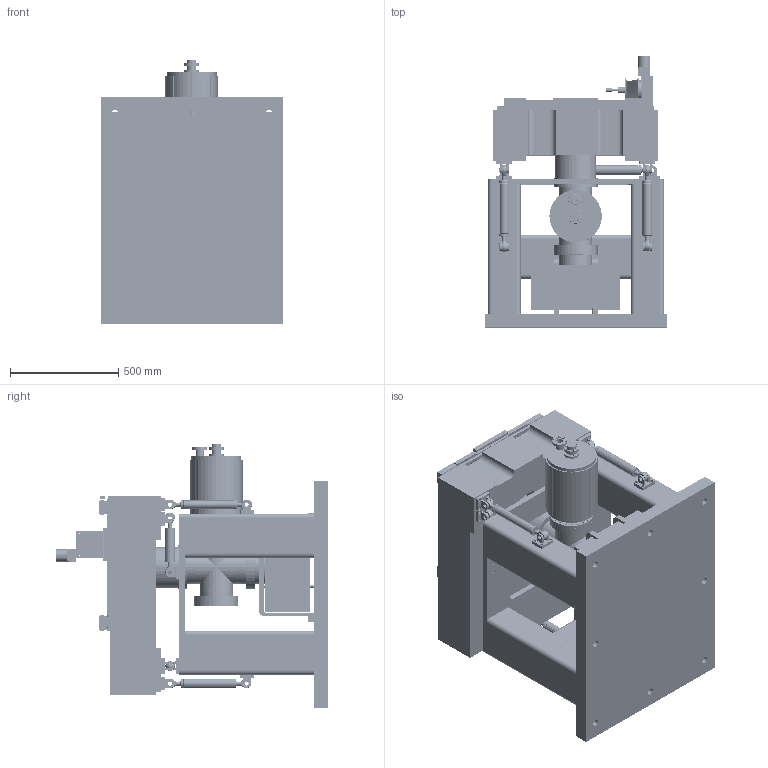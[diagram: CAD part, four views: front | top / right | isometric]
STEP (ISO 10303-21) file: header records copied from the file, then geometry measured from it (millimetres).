
FILE_DESCRIPTION(('OneSpaceDesigner STEP Export'),'2;1');
FILE_NAME('STAND_ASSY.stp','2004-01-28T 8:41:10',(''),(''),'OneSpace Designer STEP processor (Jan. 2003) for AP214(CD)(Solid Model)','OneSpace Designer 12.00 10-Sep-2003 (C) CoCreate Software GmbH','');
FILE_SCHEMA(('AUTOMOTIVE_DESIGN_CC2 {1 2 10303 214 -1 1 5 1}'));
Length unit declared in the file: millimetre
Products named in the file (83): STAND_BASE_GROUT; STANDARD_BELLOWS_W_8IN_CFF_NO_750-600-8-111; 8CFF_BLANK; 4WAY_CROSS_SHORT_8CFF; ION_PUMP_320LPS_PE_NO_3088320_SINGLE_ENDD; TSP_BODY; 8_CFF_AL_BASE; 8_CFF_SST_FACE_HALF; 8_CFF_ATLAS_CUSTOM_AL-SST_ASSY.1.1; FLANGE_BASEHALF_CFF_2.75AL; FLANGE_SEALHALF_2.75CFF_SST; FLANGE_BONDED_MOD_ATLAS2.75ALSS-WNNR1.25-US.2; TSP_CAN_ASSY; TSP_ELEMENT_VARIAN_9160061; VACUUM_ASSY; OPTICAL_TABLE-2.5x3ft; MONO_STAND_BASE; MONO_STAND_TOP; STAND_TUBE_4; STAND_TUBE_3; STAND_TUBE_2; STAND_TUBE_1; STAND_CROSS_BRACE; STAND_BASE_WELDMENT; CENTER_BELLOWS_1; ROTARY_STAGE_BELLOWS_CLAMP_RING; ROTARY_STAGE_MOUNT_BRACKET; ROTARY_STAGE; RATARY_STAGE_MOTOR; BALLSCREW_STOP_R; BALLSCREW_SCREW; EXTERNAL_BALLSCREW_NUT; ROTARY_STAGE_BELLOWS; BALLSCREW_SCREW_ADAPTOR; ROTARY_STAGE_BELLOWS_CLAMP_STAND; INTERIOR_BALLSCREW_NUT; BALLSCREW_STOP_L; CROSS_DRIVE_ASSY; END_BELLOWS_1.2; IKO_LRWH25_TRUCK ...
Assembly tree (108 placements, depth 5):
  STAND_ASSY
    STAND_BASE_CLAMP  x2
    STRUT_ASSY
      CLEVIS3  x12
      OPTICAL_TABLE_PAD_DS
      OPTICAL_TABLE_PAD_US.1  x2
      STRUT3  x3
        rod_end2
          rodend_ball
          rodend
        strut_coller
        strut_coller2
        rod_end
          rodend_ball
          rodend
        strut_tube_10.25
      STRUT1
        strut_coller2
        rod_end2
          rodend_ball
          rodend
        strut_coller
        strut_tube
        rod_end
          rodend_ball
          rodend
      STRUT5  x2
        strut_coller2
        rod_end2
          rodend_ball
          rodend
        strut_coller
        strut_tube
        rod_end
          rodend_ball
          rodend
    CHAMBER_STAGE_ASSY
      RAIL_LIMIT_SW_REC_STAND_OFF
      RAIL_LIMIT_SW_MAGNET_STAND_OFF
      MONO_CHAMBER_RAIL_MOUNT_PLATE
      END_BELLOWS_1.2  x4
      RAIL_ASSY_ALT_1
        IKO_LRWH25X660_RAIL.2
        IKO_LRWH25_TRUCK  x2
      RAIL_ASSY_ALT_2
        IKO_LRWH25_TRUCK  x2
        IKO_LRWH25X660_RAIL.2
      CROSS_DRIVE_ASSY
        ROTARY_STAGE_BELLOWS_CLAMP_RING  x2
        BALLSCREW_STOP_L
        INTERIOR_BALLSCREW_NUT
        ROTARY_STAGE_BELLOWS_CLAMP_STAND
        BALLSCREW_SCREW_ADAPTOR
        ROTARY_STAGE_BELLOWS
        EXTERNAL_BALLSCREW_NUT
        BALLSCREW_SCREW
        BALLSCREW_STOP_R
        RATARY_STAGE_MOTOR
        ROTARY_STAGE
        ROTARY_STAGE_MOUNT_BRACKET
Bounding box: 838.2 x 1251.01 x 1214.58 mm (x, y, z)
Volume: 274512457.8 mm3; surface area: 16189329 mm2
Topology: 108 solids, 108 shells, 6055 faces, 13637 edges, 8916 vertices
Faces by surface type: cylinder 3634, plane 1901, cone 290, sphere 144, torus 86
Entity records: 117395 total; most frequent: CARTESIAN_POINT 23300, ORIENTED_EDGE 20478, DIRECTION 16514, EDGE_CURVE 10239, VERTEX_POINT 6752, AXIS2_PLACEMENT_3D 6366, EDGE_LOOP 6299, FACE_OUTER_BOUND 4627
